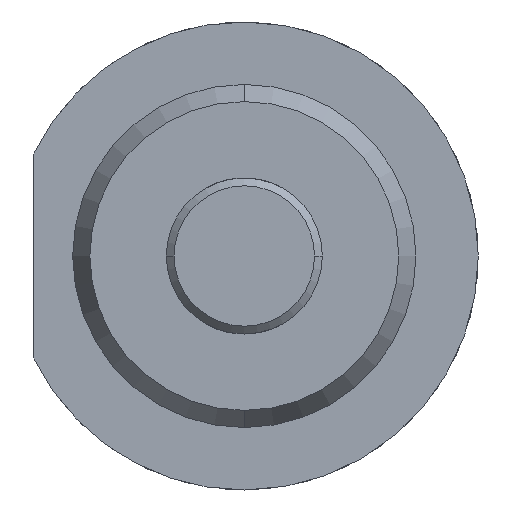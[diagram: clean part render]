
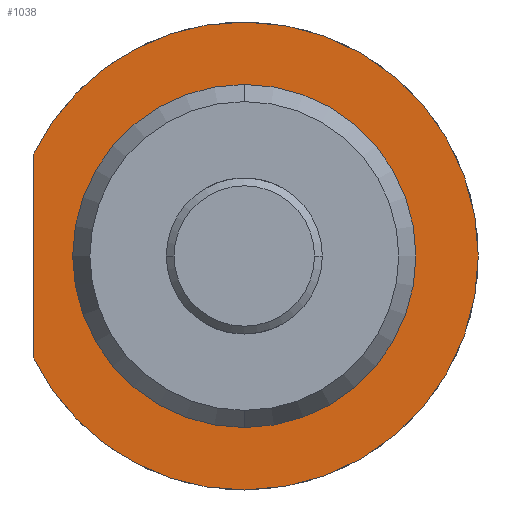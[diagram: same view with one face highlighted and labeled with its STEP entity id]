
A CAD part, left-side view. The second image highlights one B-rep face of the part: STEP entity #1038.
In plain terms, the highlighted planar face has unit normal (-1, 0, 0).
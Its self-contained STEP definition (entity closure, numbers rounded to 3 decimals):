
#84=CARTESIAN_POINT('',(0.,0.,0.));
#85=DIRECTION('',(1.,0.,0.));
#86=DIRECTION('',(0.,0.9,0.436));
#87=AXIS2_PLACEMENT_3D('',#84,#85,#86);
#89=CARTESIAN_POINT('',(0.,0.,0.));
#90=DIRECTION('',(1.,0.,0.));
#91=DIRECTION('',(0.,0.,1.));
#92=AXIS2_PLACEMENT_3D('',#89,#90,#91);
#94=CARTESIAN_POINT('',(0.,0.,0.));
#95=DIRECTION('',(1.,0.,0.));
#96=DIRECTION('',(0.,0.,-1.));
#97=AXIS2_PLACEMENT_3D('',#94,#95,#96);
#99=DIRECTION('',(0.,0.,1.));
#100=VECTOR('',#99,13.077);
#101=CARTESIAN_POINT('',(0.,13.5,-6.538));
#102=LINE('',#101,#100);
#103=CARTESIAN_POINT('',(0.,0.,0.));
#104=DIRECTION('',(-1.,0.,0.));
#105=DIRECTION('',(0.,0.,1.));
#106=AXIS2_PLACEMENT_3D('',#103,#104,#105);
#108=CARTESIAN_POINT('',(0.,0.,0.));
#109=DIRECTION('',(-1.,0.,0.));
#110=DIRECTION('',(0.,0.,-1.));
#111=AXIS2_PLACEMENT_3D('',#108,#109,#110);
#758=CARTESIAN_POINT('',(0.,13.5,-6.538));
#759=VERTEX_POINT('',#758);
#760=CARTESIAN_POINT('',(0.,0.,-15.));
#761=VERTEX_POINT('',#760);
#762=CARTESIAN_POINT('',(0.,0.,15.));
#763=VERTEX_POINT('',#762);
#770=CARTESIAN_POINT('',(0.,0.,-11.));
#771=VERTEX_POINT('',#770);
#772=CARTESIAN_POINT('',(0.,0.,11.));
#773=VERTEX_POINT('',#772);
#780=CARTESIAN_POINT('',(0.,13.5,6.538));
#781=VERTEX_POINT('',#780);
#1019=CARTESIAN_POINT('',(0.,-0.759,0.));
#1020=DIRECTION('',(-1.,0.,0.));
#1021=DIRECTION('',(0.,0.,-1.));
#1022=AXIS2_PLACEMENT_3D('',#1019,#1020,#1021);
#1023=PLANE('',#1022);
#1025=ORIENTED_EDGE('',*,*,#1024,.T.);
#1027=ORIENTED_EDGE('',*,*,#1026,.T.);
#1028=ORIENTED_EDGE('',*,*,#1005,.T.);
#1029=ORIENTED_EDGE('',*,*,#951,.T.);
#1030=EDGE_LOOP('',(#1025,#1027,#1028,#1029));
#1031=FACE_OUTER_BOUND('',#1030,.F.);
#1033=ORIENTED_EDGE('',*,*,#1032,.T.);
#1035=ORIENTED_EDGE('',*,*,#1034,.T.);
#1036=EDGE_LOOP('',(#1033,#1035));
#1037=FACE_BOUND('',#1036,.F.);
#1038=ADVANCED_FACE('',(#1031,#1037),#1023,.T.);
#88=CIRCLE('',#87,15.);
#93=CIRCLE('',#92,15.);
#98=CIRCLE('',#97,15.);
#107=CIRCLE('',#106,11.);
#112=CIRCLE('',#111,11.);
#951=EDGE_CURVE('',#759,#781,#102,.T.);
#1005=EDGE_CURVE('',#761,#759,#98,.T.);
#1024=EDGE_CURVE('',#781,#763,#88,.T.);
#1026=EDGE_CURVE('',#763,#761,#93,.T.);
#1032=EDGE_CURVE('',#773,#771,#107,.T.);
#1034=EDGE_CURVE('',#771,#773,#112,.T.);
